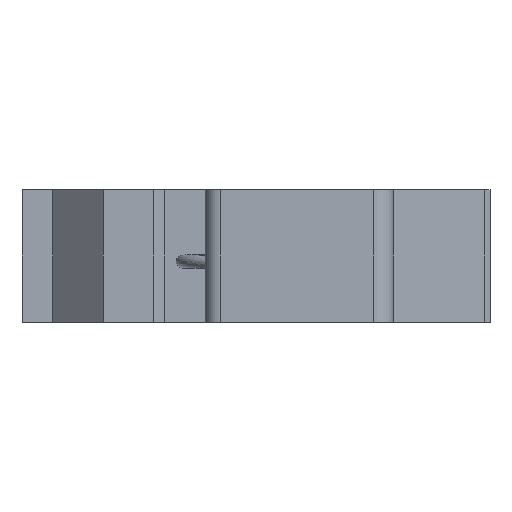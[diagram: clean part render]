
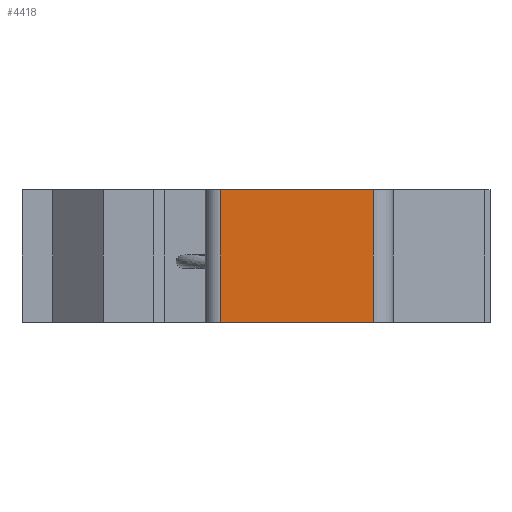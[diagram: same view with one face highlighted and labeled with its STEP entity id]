
A CAD part, front view. The second image highlights one B-rep face of the part: STEP entity #4418.
In plain terms, the highlighted planar face has unit normal (0, -1, 0).
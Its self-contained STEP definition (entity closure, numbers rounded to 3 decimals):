
#173=PLANE('',#4625);
#294=LINE('',#5785,#576);
#348=LINE('',#5912,#630);
#349=LINE('',#5914,#631);
#350=LINE('',#5916,#632);
#576=VECTOR('',#4917,1000.);
#630=VECTOR('',#5027,1000.);
#631=VECTOR('',#5030,1000.);
#632=VECTOR('',#5031,1000.);
#972=ORIENTED_EDGE('',*,*,#1884,.T.);
#973=ORIENTED_EDGE('',*,*,#1820,.F.);
#974=ORIENTED_EDGE('',*,*,#1883,.F.);
#975=ORIENTED_EDGE('',*,*,#1885,.T.);
#1820=EDGE_CURVE('',#2296,#2297,#294,.T.);
#1883=EDGE_CURVE('',#2341,#2296,#348,.T.);
#1884=EDGE_CURVE('',#2342,#2297,#349,.T.);
#1885=EDGE_CURVE('',#2341,#2342,#350,.T.);
#2296=VERTEX_POINT('',#5784);
#2297=VERTEX_POINT('',#5786);
#2341=VERTEX_POINT('',#5911);
#2342=VERTEX_POINT('',#5915);
#2703=EDGE_LOOP('',(#972,#973,#974,#975));
#2911=FACE_BOUND('',#2703,.T.);
#4418=ADVANCED_FACE('',(#2911),#173,.T.);
#4625=AXIS2_PLACEMENT_3D('',#5913,#5028,#5029);
#4917=DIRECTION('',(-1.,0.,0.));
#5027=DIRECTION('',(0.,0.,-1.));
#5028=DIRECTION('',(0.,-1.,0.));
#5029=DIRECTION('',(0.,0.,-1.));
#5030=DIRECTION('',(0.,0.,-1.));
#5031=DIRECTION('',(-1.,0.,0.));
#5784=CARTESIAN_POINT('',(11.5,-21.,0.));
#5785=CARTESIAN_POINT('',(11.5,-21.,0.));
#5786=CARTESIAN_POINT('',(-3.5,-21.,0.));
#5911=CARTESIAN_POINT('',(11.5,-21.,13.));
#5912=CARTESIAN_POINT('',(11.5,-21.,13.));
#5913=CARTESIAN_POINT('',(11.5,-21.,13.));
#5914=CARTESIAN_POINT('',(-3.5,-21.,13.));
#5915=CARTESIAN_POINT('',(-3.5,-21.,13.));
#5916=CARTESIAN_POINT('',(11.5,-21.,13.));
